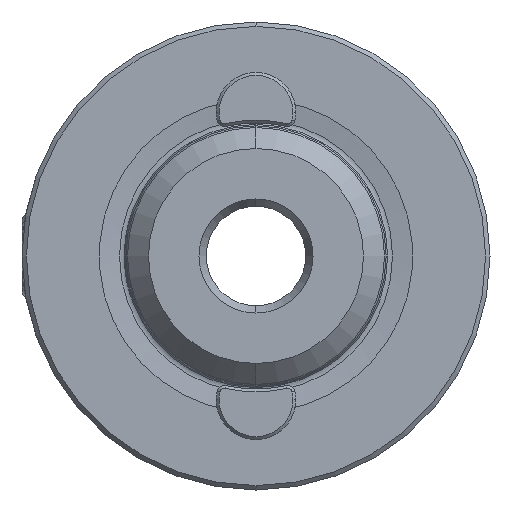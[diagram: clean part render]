
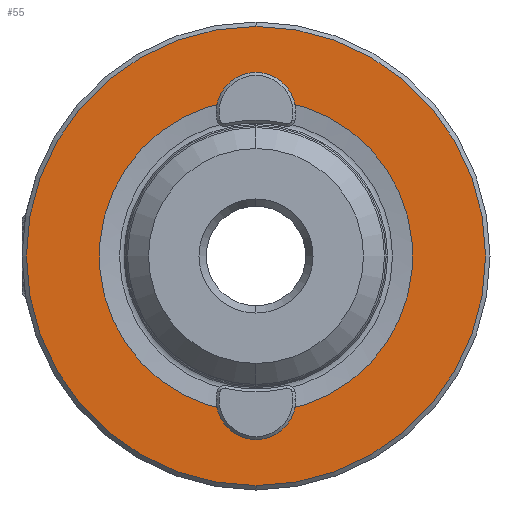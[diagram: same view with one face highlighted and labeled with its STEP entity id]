
A CAD part, left-side view. The second image highlights one B-rep face of the part: STEP entity #55.
In plain terms, the highlighted planar face has unit normal (-1, 0, 0).
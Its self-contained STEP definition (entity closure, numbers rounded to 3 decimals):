
#30 = EDGE_CURVE ( 'NONE', #3509, #3493, #2361, .T. ) ;
#49 = AXIS2_PLACEMENT_3D ( 'NONE', #1566, #1508, #1492 ) ;
#55 = ADVANCED_FACE ( 'NONE', ( #677, #1854 ), #348, .F. ) ;
#62 = VERTEX_POINT ( 'NONE', #214 ) ;
#86 = VERTEX_POINT ( 'NONE', #3270 ) ;
#99 = DIRECTION ( 'NONE',  ( 0., 0., 1. ) ) ;
#103 = EDGE_CURVE ( 'NONE', #86, #2027, #128, .T. ) ;
#128 = CIRCLE ( 'NONE', #2623, 1.6 ) ;
#151 = AXIS2_PLACEMENT_3D ( 'NONE', #2514, #2502, #2488 ) ;
#214 = CARTESIAN_POINT ( 'NONE',  ( 0., -1.58, 10.598 ) ) ;
#238 = DIRECTION ( 'NONE',  ( 1., 0., 0. ) ) ;
#239 = DIRECTION ( 'NONE',  ( 0., 0., 1. ) ) ;
#258 = DIRECTION ( 'NONE',  ( 0., 0., -1. ) ) ;
#348 = PLANE ( 'NONE',  #3004 ) ;
#376 = EDGE_CURVE ( 'NONE', #2378, #1999, #2436, .T. ) ;
#383 = CARTESIAN_POINT ( 'NONE',  ( 0., 0., -10.715 ) ) ;
#677 = FACE_BOUND ( 'NONE', #3166, .T. ) ;
#691 = CIRCLE ( 'NONE', #2749, 10.715 ) ;
#961 = ORIENTED_EDGE ( 'NONE', *, *, #4597, .F. ) ;
#1038 = ORIENTED_EDGE ( 'NONE', *, *, #30, .F. ) ;
#1074 = DIRECTION ( 'NONE',  ( 0., 0., 1. ) ) ;
#1095 = DIRECTION ( 'NONE',  ( -1., 0., 0. ) ) ;
#1099 = CARTESIAN_POINT ( 'NONE',  ( 0., 0., 10.85 ) ) ;
#1113 = ORIENTED_EDGE ( 'NONE', *, *, #1782, .F. ) ;
#1181 = ORIENTED_EDGE ( 'NONE', *, *, #3824, .F. ) ;
#1187 = ORIENTED_EDGE ( 'NONE', *, *, #2647, .F. ) ;
#1243 = ORIENTED_EDGE ( 'NONE', *, *, #103, .F. ) ;
#1289 = ORIENTED_EDGE ( 'NONE', *, *, #376, .T. ) ;
#1344 = ORIENTED_EDGE ( 'NONE', *, *, #3164, .T. ) ;
#1402 = CARTESIAN_POINT ( 'NONE',  ( 0., 0., 12.45 ) ) ;
#1492 = DIRECTION ( 'NONE',  ( 0., 0., 1. ) ) ;
#1508 = DIRECTION ( 'NONE',  ( -1., 0., 0. ) ) ;
#1566 = CARTESIAN_POINT ( 'NONE',  ( 0., 0., 10.85 ) ) ;
#1746 = DIRECTION ( 'NONE',  ( 0., 0., 1. ) ) ;
#1775 = AXIS2_PLACEMENT_3D ( 'NONE', #3732, #3698, #3680 ) ;
#1782 = EDGE_CURVE ( 'NONE', #62, #3509, #4257, .T. ) ;
#1820 = CIRCLE ( 'NONE', #1859, 15.7 ) ;
#1854 = FACE_OUTER_BOUND ( 'NONE', #4738, .T. ) ;
#1859 = AXIS2_PLACEMENT_3D ( 'NONE', #4631, #2549, #239 ) ;
#1902 = CARTESIAN_POINT ( 'NONE',  ( 0., 1.58, 10.598 ) ) ;
#1912 = DIRECTION ( 'NONE',  ( -1., 0., 0. ) ) ;
#1930 = CARTESIAN_POINT ( 'NONE',  ( 0., 0., -10.85 ) ) ;
#1999 = VERTEX_POINT ( 'NONE', #3958 ) ;
#2027 = VERTEX_POINT ( 'NONE', #4274 ) ;
#2094 = CARTESIAN_POINT ( 'NONE',  ( 0., 0., -15.7 ) ) ;
#2358 = CIRCLE ( 'NONE', #1775, 10.715 ) ;
#2361 = CIRCLE ( 'NONE', #3445, 1.6 ) ;
#2378 = VERTEX_POINT ( 'NONE', #2094 ) ;
#2435 = DIRECTION ( 'NONE',  ( -1., 0., 0. ) ) ;
#2436 = CIRCLE ( 'NONE', #151, 15.7 ) ;
#2488 = DIRECTION ( 'NONE',  ( 0., 0., 1. ) ) ;
#2502 = DIRECTION ( 'NONE',  ( -1., 0., 0. ) ) ;
#2514 = CARTESIAN_POINT ( 'NONE',  ( 0., 0., 0. ) ) ;
#2549 = DIRECTION ( 'NONE',  ( -1., 0., 0. ) ) ;
#2623 = AXIS2_PLACEMENT_3D ( 'NONE', #1930, #1912, #1746 ) ;
#2647 = EDGE_CURVE ( 'NONE', #2027, #2666, #4421, .T. ) ;
#2666 = VERTEX_POINT ( 'NONE', #4575 ) ;
#2749 = AXIS2_PLACEMENT_3D ( 'NONE', #4511, #2435, #99 ) ;
#3004 = AXIS2_PLACEMENT_3D ( 'NONE', #383, #238, #258 ) ;
#3164 = EDGE_CURVE ( 'NONE', #1999, #2378, #1820, .T. ) ;
#3166 = EDGE_LOOP ( 'NONE', ( #961, #1038, #1113, #1181, #1187, #1243 ) ) ;
#3270 = CARTESIAN_POINT ( 'NONE',  ( 0., 1.58, -10.598 ) ) ;
#3445 = AXIS2_PLACEMENT_3D ( 'NONE', #1099, #1095, #1074 ) ;
#3493 = VERTEX_POINT ( 'NONE', #1902 ) ;
#3509 = VERTEX_POINT ( 'NONE', #1402 ) ;
#3680 = DIRECTION ( 'NONE',  ( 0., 0., 1. ) ) ;
#3698 = DIRECTION ( 'NONE',  ( -1., 0., 0. ) ) ;
#3732 = CARTESIAN_POINT ( 'NONE',  ( 0., 0., 0. ) ) ;
#3824 = EDGE_CURVE ( 'NONE', #2666, #62, #2358, .T. ) ;
#3958 = CARTESIAN_POINT ( 'NONE',  ( 0., 0., 15.7 ) ) ;
#4257 = CIRCLE ( 'NONE', #49, 1.6 ) ;
#4274 = CARTESIAN_POINT ( 'NONE',  ( 0., 0., -12.45 ) ) ;
#4421 = CIRCLE ( 'NONE', #4488, 1.6 ) ;
#4488 = AXIS2_PLACEMENT_3D ( 'NONE', #4618, #4605, #4591 ) ;
#4511 = CARTESIAN_POINT ( 'NONE',  ( 0., 0., 0. ) ) ;
#4575 = CARTESIAN_POINT ( 'NONE',  ( 0., -1.58, -10.598 ) ) ;
#4591 = DIRECTION ( 'NONE',  ( 0., 0., 1. ) ) ;
#4597 = EDGE_CURVE ( 'NONE', #3493, #86, #691, .T. ) ;
#4605 = DIRECTION ( 'NONE',  ( -1., 0., 0. ) ) ;
#4618 = CARTESIAN_POINT ( 'NONE',  ( 0., 0., -10.85 ) ) ;
#4631 = CARTESIAN_POINT ( 'NONE',  ( 0., 0., 0. ) ) ;
#4738 = EDGE_LOOP ( 'NONE', ( #1289, #1344 ) ) ;
